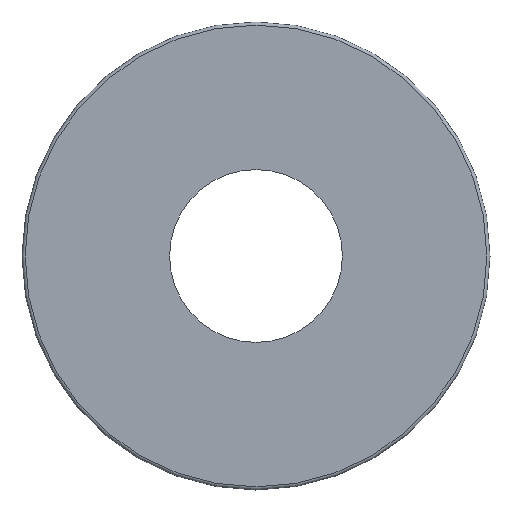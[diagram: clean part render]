
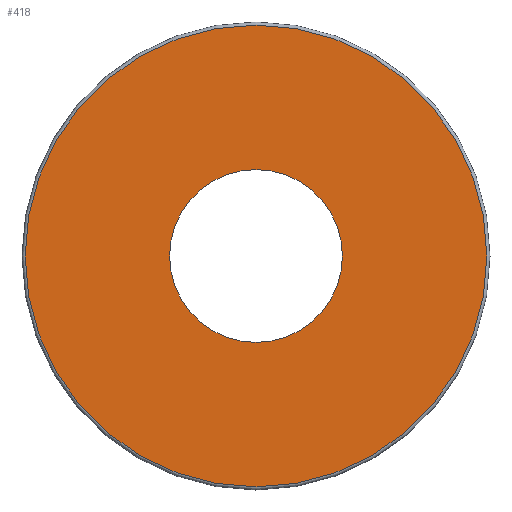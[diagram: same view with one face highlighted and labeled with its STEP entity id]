
A CAD part, front view. The second image highlights one B-rep face of the part: STEP entity #418.
In plain terms, the highlighted planar face has unit normal (0, -1, 0).
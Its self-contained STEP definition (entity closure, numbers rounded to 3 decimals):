
#22=FACE_BOUND('',#85,.T.);
#27=PLANE('',#499);
#56=FACE_OUTER_BOUND('',#84,.T.);
#84=EDGE_LOOP('',(#366,#367));
#85=EDGE_LOOP('',(#368));
#148=CIRCLE('',#485,27.5);
#155=CIRCLE('',#496,73.5);
#156=CIRCLE('',#497,73.5);
#192=VERTEX_POINT('',#735);
#199=VERTEX_POINT('',#755);
#200=VERTEX_POINT('',#756);
#245=EDGE_CURVE('',#192,#192,#148,.T.);
#254=EDGE_CURVE('',#199,#200,#155,.T.);
#255=EDGE_CURVE('',#200,#199,#156,.T.);
#366=ORIENTED_EDGE('',*,*,#254,.T.);
#367=ORIENTED_EDGE('',*,*,#255,.T.);
#368=ORIENTED_EDGE('',*,*,#245,.T.);
#418=ADVANCED_FACE('',(#56,#22),#27,.T.);
#485=AXIS2_PLACEMENT_3D('',#736,#608,#609);
#496=AXIS2_PLACEMENT_3D('',#757,#632,#633);
#497=AXIS2_PLACEMENT_3D('',#758,#634,#635);
#499=AXIS2_PLACEMENT_3D('',#760,#638,#639);
#608=DIRECTION('center_axis',(0.,1.,0.));
#609=DIRECTION('ref_axis',(1.,0.,0.));
#632=DIRECTION('center_axis',(0.,-1.,0.));
#633=DIRECTION('ref_axis',(1.,0.,0.));
#634=DIRECTION('center_axis',(0.,-1.,0.));
#635=DIRECTION('ref_axis',(1.,0.,0.));
#638=DIRECTION('center_axis',(0.,-1.,0.));
#639=DIRECTION('ref_axis',(0.,0.,-1.));
#735=CARTESIAN_POINT('',(-27.5,0.,0.));
#736=CARTESIAN_POINT('Origin',(0.,0.,0.));
#755=CARTESIAN_POINT('',(73.5,0.,0.));
#756=CARTESIAN_POINT('',(0.,0.,73.5));
#757=CARTESIAN_POINT('Origin',(0.,0.,0.));
#758=CARTESIAN_POINT('Origin',(0.,0.,0.));
#760=CARTESIAN_POINT('Origin',(0.,0.,0.));
